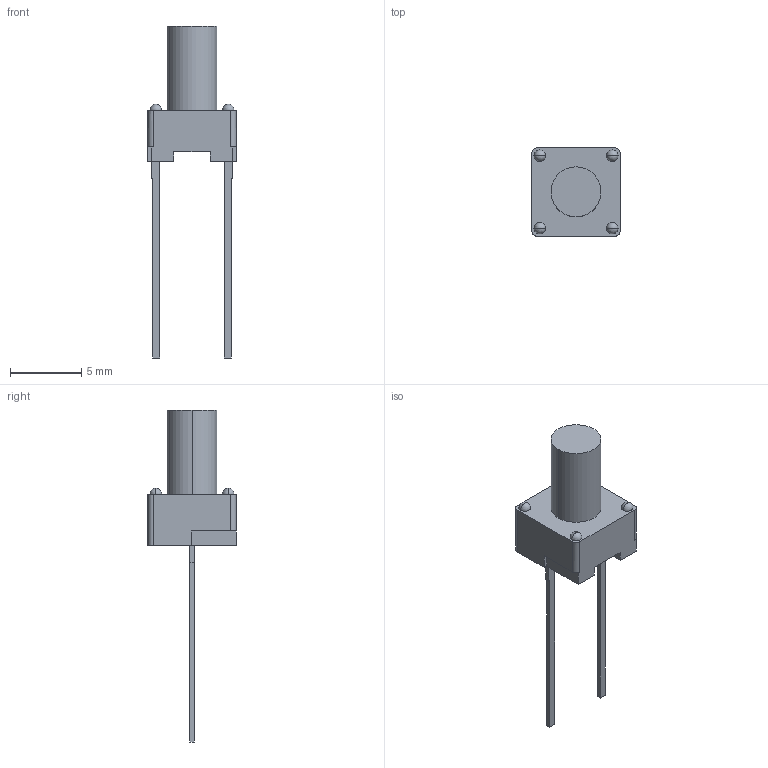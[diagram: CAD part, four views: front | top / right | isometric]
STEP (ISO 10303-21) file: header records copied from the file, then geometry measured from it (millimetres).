
FILE_DESCRIPTION(('STEP AP242'),'1');
FILE_NAME('147694-1.stp','2022-07-25T17:01:56',('TraceParts'),('TraceParts S.A.'),'Spatial InterOp 3D',' ',' ');
FILE_SCHEMA(('AP242_MANAGED_MODEL_BASED_3D_ENGINEERING_MIM_LF {1 0 10303 442 1 1 4}'));
Length unit declared in the file: millimetre
Products named in the file (1): 147694-1
Bounding box: 6.2 x 6.2 x 23.28 mm (x, y, z)
Volume: 187.7 mm3; surface area: 281.2 mm2
Topology: 1 solids, 1 shells, 47 faces, 124 edges, 78 vertices
Faces by surface type: plane 33, sphere 8, cylinder 6
Entity records: 1411 total; most frequent: CARTESIAN_POINT 242, DIRECTION 242, ORIENTED_EDGE 232, EDGE_CURVE 116, LINE 86, VECTOR 86, AXIS2_PLACEMENT_3D 78, VERTEX_POINT 78
